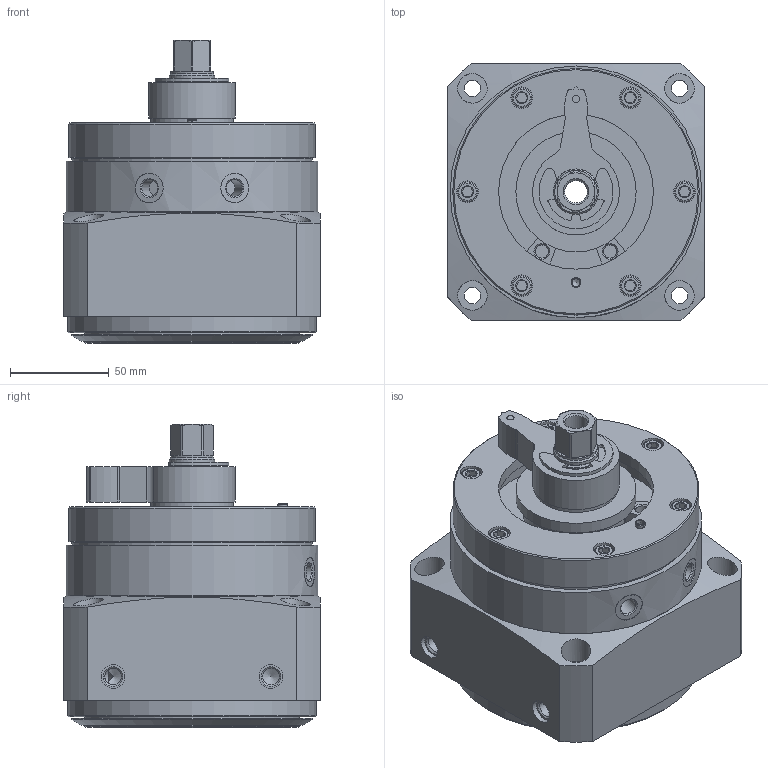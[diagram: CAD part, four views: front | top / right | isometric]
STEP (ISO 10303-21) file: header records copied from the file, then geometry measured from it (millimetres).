
FILE_DESCRIPTION(/* description */ ('STEP AP214'),/* implementation_level */ '2;1');
FILE_NAME(/* name */ '1369114_DSM-40-270-HD-A-B',/* time_stamp */ '2024-08-21T18:44:54+02:00',/* author */ ('License CC BY-ND 4.0'),/* organization */ ('CADENAS'),/* preprocessor_version */ 'ST-DEVELOPER v19.3',/* originating_system */ 'PARTsolutions',/* authorisation */ ' ');
FILE_SCHEMA (('AUTOMOTIVE_DESIGN {1 0 10303 214 3 1 1}'));
Length unit declared in the file: millimetre
Products named in the file (4): 1369114 DSM-40-270-HD-A-B---(0); 1369634 DSM-40-270-HD---(Geh); 342623 DSM-40_NS; 1369634 DSM-40-270-HD---(Kol)
Assembly tree (4 placements, depth 2):
  1369114 DSM-40-270-HD-A-B---(0)
    1369634 DSM-40-270-HD---(Geh)
    342623 DSM-40_NS  x2
    1369634 DSM-40-270-HD---(Kol)
Bounding box: 130 x 130 x 154 mm (x, y, z)
Volume: 1335741.7 mm3; surface area: 212224.4 mm2
Topology: 4 solids, 4 shells, 401 faces, 895 edges, 576 vertices
Faces by surface type: plane 198, cylinder 134, cone 59, torus 10
Full cylindrical faces by diameter (mm): 3.1 x2, 3.7 x2, 5 x1, 6.647 x6, 8.376 x10, 8.5 x4, 8.566 x2, 10 x6, 11 x6, 11.445 x1, 12 x10, 13 x4, 15 x10, 19 x1, 20 x1, 21.5 x1, 23 x2, 25 x1, 30 x2, 36 x2, 42 x1, 53 x1, 61 x1, 78.5 x1, 90 x1, 102 x1, 103 x2, 109 x2, 112 x1, 116 x1
Entity records: 11335 total; most frequent: CARTESIAN_POINT 1948, DIRECTION 1737, ORIENTED_EDGE 1356, AXIS2_PLACEMENT_3D 726, EDGE_CURVE 678, FACE_BOUND 642, EDGE_LOOP 633, VERTEX_POINT 528
